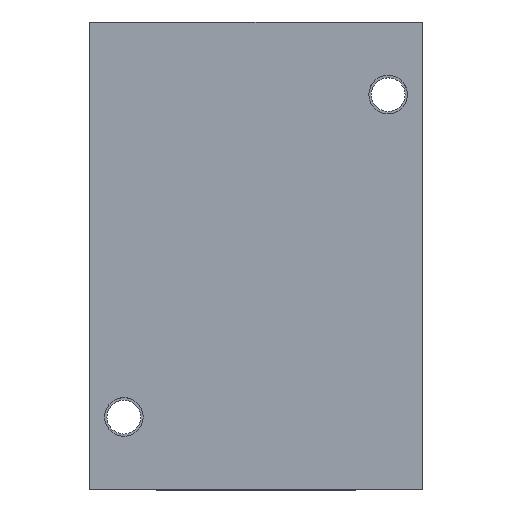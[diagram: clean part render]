
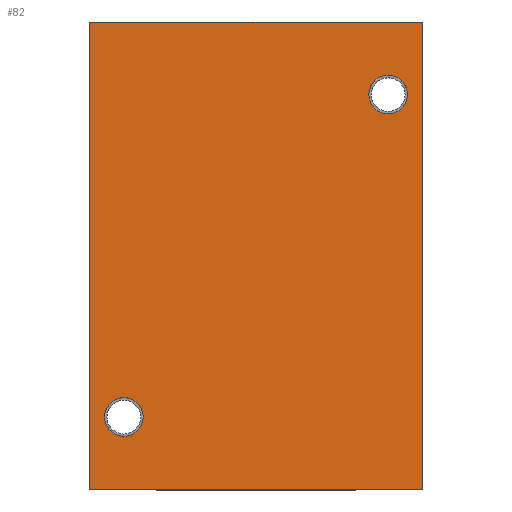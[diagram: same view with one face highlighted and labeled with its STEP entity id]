
A CAD part, top view. The second image highlights one B-rep face of the part: STEP entity #82.
In plain terms, the highlighted planar face has unit normal (0, 0, 1).
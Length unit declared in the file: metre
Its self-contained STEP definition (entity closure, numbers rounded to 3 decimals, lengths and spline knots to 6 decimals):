
#82 = ADVANCED_FACE( '', ( #178, #179, #180 ), #181, .T. );
#178 = FACE_BOUND( '', #273, .T. );
#179 = FACE_OUTER_BOUND( '', #274, .T. );
#180 = FACE_BOUND( '', #275, .T. );
#181 = PLANE( '', #276 );
#273 = EDGE_LOOP( '', ( #423 ) );
#274 = EDGE_LOOP( '', ( #424, #425, #426, #427 ) );
#275 = EDGE_LOOP( '', ( #428 ) );
#276 = AXIS2_PLACEMENT_3D( '', #429, #430, #431 );
#423 = ORIENTED_EDGE( '', *, *, #495, .T. );
#424 = ORIENTED_EDGE( '', *, *, #501, .F. );
#425 = ORIENTED_EDGE( '', *, *, #488, .F. );
#426 = ORIENTED_EDGE( '', *, *, #484, .T. );
#427 = ORIENTED_EDGE( '', *, *, #498, .T. );
#428 = ORIENTED_EDGE( '', *, *, #504, .T. );
#429 = CARTESIAN_POINT( '', ( -0.0515, -0.0725, 0.047 ) );
#430 = DIRECTION( '', ( 0., 0., 1. ) );
#431 = DIRECTION( '', ( 1., 0., 0. ) );
#484 = EDGE_CURVE( '', #564, #562, #565, .T. );
#488 = EDGE_CURVE( '', #564, #568, #570, .T. );
#495 = EDGE_CURVE( '', #580, #580, #581, .T. );
#498 = EDGE_CURVE( '', #562, #583, #585, .T. );
#501 = EDGE_CURVE( '', #568, #583, #588, .T. );
#504 = EDGE_CURVE( '', #591, #591, #592, .T. );
#562 = VERTEX_POINT( '', #723 );
#564 = VERTEX_POINT( '', #726 );
#565 = LINE( '', #727, #728 );
#568 = VERTEX_POINT( '', #732 );
#570 = LINE( '', #735, #736 );
#580 = VERTEX_POINT( '', #746 );
#581 = CIRCLE( '', #747, 0.006 );
#583 = VERTEX_POINT( '', #749 );
#585 = LINE( '', #752, #753 );
#588 = LINE( '', #756, #757 );
#591 = VERTEX_POINT( '', #760 );
#592 = CIRCLE( '', #761, 0.006 );
#723 = CARTESIAN_POINT( '', ( 0.0515, -0.0725, 0.047 ) );
#726 = CARTESIAN_POINT( '', ( -0.0515, -0.0725, 0.047 ) );
#727 = CARTESIAN_POINT( '', ( -0.0515, -0.0725, 0.047 ) );
#728 = VECTOR( '', #812, 1. );
#732 = CARTESIAN_POINT( '', ( -0.0515, 0.0725, 0.047 ) );
#735 = CARTESIAN_POINT( '', ( -0.0515, -0.0725, 0.047 ) );
#736 = VECTOR( '', #815, 1. );
#746 = CARTESIAN_POINT( '', ( 0.047, 0.05, 0.047 ) );
#747 = AXIS2_PLACEMENT_3D( '', #825, #826, #827 );
#749 = CARTESIAN_POINT( '', ( 0.0515, 0.0725, 0.047 ) );
#752 = CARTESIAN_POINT( '', ( 0.0515, -0.0725, 0.047 ) );
#753 = VECTOR( '', #829, 1. );
#756 = CARTESIAN_POINT( '', ( -0.0515, 0.0725, 0.047 ) );
#757 = VECTOR( '', #830, 1. );
#760 = CARTESIAN_POINT( '', ( -0.035, -0.05, 0.047 ) );
#761 = AXIS2_PLACEMENT_3D( '', #831, #832, #833 );
#812 = DIRECTION( '', ( 1., 0., 0. ) );
#815 = DIRECTION( '', ( 0., 1., 0. ) );
#825 = CARTESIAN_POINT( '', ( 0.041, 0.05, 0.047 ) );
#826 = DIRECTION( '', ( 0., 0., -1. ) );
#827 = DIRECTION( '', ( 1., 0., 0. ) );
#829 = DIRECTION( '', ( 0., 1., 0. ) );
#830 = DIRECTION( '', ( 1., 0., 0. ) );
#831 = CARTESIAN_POINT( '', ( -0.041, -0.05, 0.047 ) );
#832 = DIRECTION( '', ( 0., 0., -1. ) );
#833 = DIRECTION( '', ( 1., 0., 0. ) );
